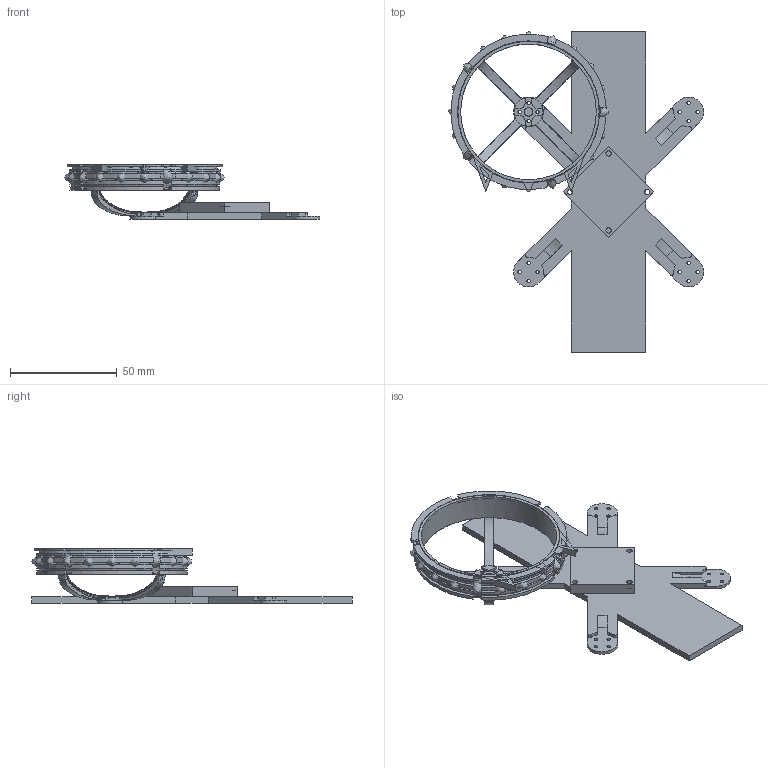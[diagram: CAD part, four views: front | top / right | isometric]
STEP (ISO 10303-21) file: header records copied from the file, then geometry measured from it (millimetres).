
FILE_DESCRIPTION(/* description */ (''),/* implementation_level */ '2;1');
FILE_NAME(/* name */ '3fda603c-9cd3-428c-95e8-ac649461e209.stp',/* time_stamp */ '2022-07-16T20:31:02Z',/* author */ (''),/* organization */ (''),/* preprocessor_version */ 'ST-DEVELOPER v19',/* originating_system */ 'Autodesk Translation Framework v11.7.0.108',/* authorisation */ '');
FILE_SCHEMA (('AUTOMOTIVE_DESIGN { 1 0 10303 214 3 1 1 }'));
Length unit declared in the file: millimetre
Products named in the file (6): Prop Designs for Cinewhoop-Mex; base body; GaurdDesign: Simple; GaurdDesign: Spike Collar; GaurdDesign: Nest; GaurdDesign: Turbo Engine
Assembly tree (5 placements, depth 2):
  Prop Designs for Cinewhoop-Mex
    base body
    GaurdDesign: Simple
    GaurdDesign: Spike Collar
    GaurdDesign: Nest
    GaurdDesign: Turbo Engine
Bounding box: 119.4 x 150 x 25.5 mm (x, y, z)
Volume: 48513.8 mm3; surface area: 54730.5 mm2
Topology: 21 solids, 21 shells, 624 faces, 1723 edges, 1101 vertices
Faces by surface type: plane 273, cylinder 193, bspline 126, torus 27, cone 5
Full cylindrical faces by diameter (mm): 1.6 x32, 2.5 x6, 4 x4, 4.5 x2, 63.5 x2, 66.5 x5
Entity records: 30128 total; most frequent: CARTESIAN_POINT 14525, ORIENTED_EDGE 3406, DIRECTION 2981, EDGE_CURVE 1703, AXIS2_PLACEMENT_3D 1108, VERTEX_POINT 1101, LINE 765, VECTOR 765
